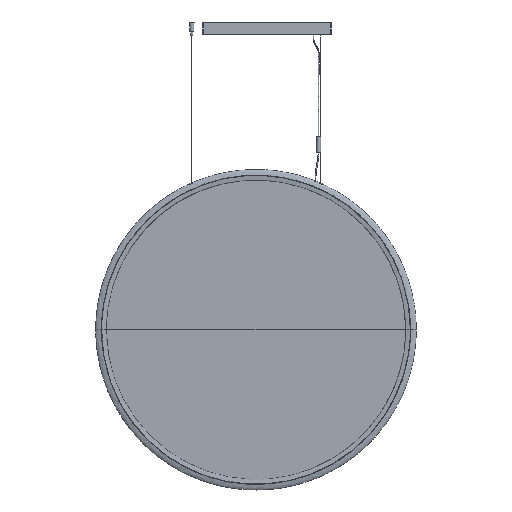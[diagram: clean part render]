
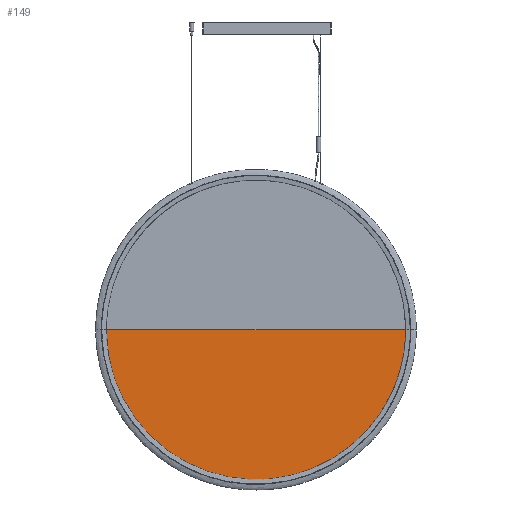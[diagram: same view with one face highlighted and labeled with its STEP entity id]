
A CAD part, front view. The second image highlights one B-rep face of the part: STEP entity #149.
In plain terms, the highlighted planar face has unit normal (0, -1, 0).
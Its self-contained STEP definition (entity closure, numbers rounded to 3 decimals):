
#149=ADVANCED_FACE('',(#379),#3480,.T.);
#379=FACE_OUTER_BOUND('',#611,.T.);
#611=EDGE_LOOP('',(#1136,#1137,#1138));
#1136=ORIENTED_EDGE('',*,*,#2021,.F.);
#1137=ORIENTED_EDGE('',*,*,#2020,.F.);
#1138=ORIENTED_EDGE('',*,*,#2028,.T.);
#2020=EDGE_CURVE('',#3035,#3036,#2912,.T.);
#2021=EDGE_CURVE('',#3036,#3034,#2913,.T.);
#2028=EDGE_CURVE('',#3035,#3034,#2508,.T.);
#2508=(
BOUNDED_CURVE()
B_SPLINE_CURVE(2,(#5872,#5873,#5874,#5875,#5876),.UNSPECIFIED.,.F.,.F.)
B_SPLINE_CURVE_WITH_KNOTS((3,2,3),(-1917.,-958.5,
0.),.UNSPECIFIED.)
CURVE()
GEOMETRIC_REPRESENTATION_ITEM()
RATIONAL_B_SPLINE_CURVE((1.,0.707,1.,0.707,1.))
REPRESENTATION_ITEM('')
);
#2912=B_SPLINE_CURVE_WITH_KNOTS('',1,(#5850,#5851),.UNSPECIFIED.,.F.,.F.,
(2,2),(-275.75,203.5),.UNSPECIFIED.);
#2913=B_SPLINE_CURVE_WITH_KNOTS('',1,(#5852,#5853),.UNSPECIFIED.,.F.,.F.,
(2,2),(-203.5,275.75),.UNSPECIFIED.);
#3034=VERTEX_POINT('',#5844);
#3035=VERTEX_POINT('',#5845);
#3036=VERTEX_POINT('',#5846);
#3480=PLANE('',#3531);
#3531=AXIS2_PLACEMENT_3D('',#5832,#3566,$);
#3566=DIRECTION('',(0.,-1.,0.));
#5832=CARTESIAN_POINT('',(479.25,-1.,-479.25));
#5844=CARTESIAN_POINT('',(479.25,-1.,0.));
#5845=CARTESIAN_POINT('',(-479.25,-1.,0.));
#5846=CARTESIAN_POINT('',(0.,-1.,0.));
#5850=CARTESIAN_POINT('',(-479.25,-1.,0.));
#5851=CARTESIAN_POINT('',(0.,-1.,0.));
#5852=CARTESIAN_POINT('',(0.,-1.,0.));
#5853=CARTESIAN_POINT('',(479.25,-1.,0.));
#5872=CARTESIAN_POINT('',(-479.25,-1.,0.));
#5873=CARTESIAN_POINT('',(-479.25,-1.,-479.25));
#5874=CARTESIAN_POINT('',(0.,-1.,-479.25));
#5875=CARTESIAN_POINT('',(479.25,-1.,-479.25));
#5876=CARTESIAN_POINT('',(479.25,-1.,0.));
